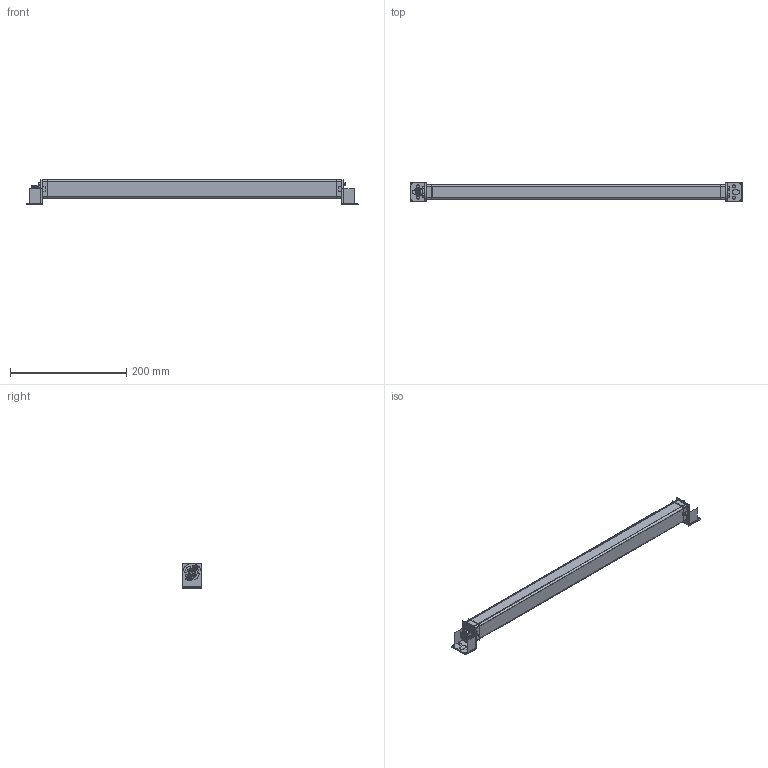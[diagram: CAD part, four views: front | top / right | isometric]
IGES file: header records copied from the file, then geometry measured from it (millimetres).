
Start section:  PTC IGES file: 243402_sm01.igs
Global section: file name: 243402_sm01.igs; native system: Creo Parametric by PTC Inc.; preprocessor: 2022414; author: banengservice; organization: Unknown; date: 20240719.101446; units: millimetre
Bounding box: 570.31 x 33.02 x 43.88 mm (x, y, z)
Volume: 414076.4 mm3; surface area: 295338.5 mm2
Topology: 9 solids, 9 shells, 1718 faces, 8882 edges, 11219 vertices
Faces by surface type: revolution 1106, bspline 612
